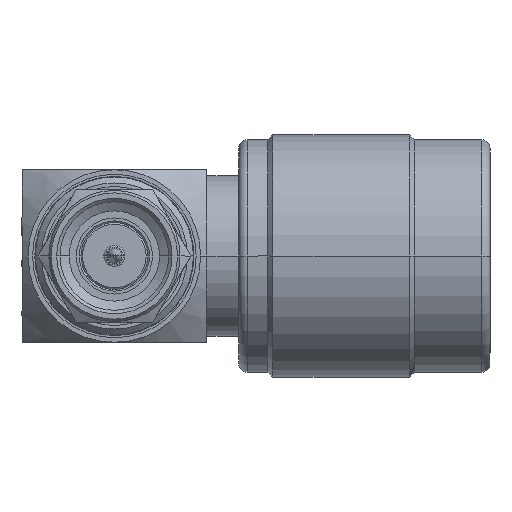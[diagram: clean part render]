
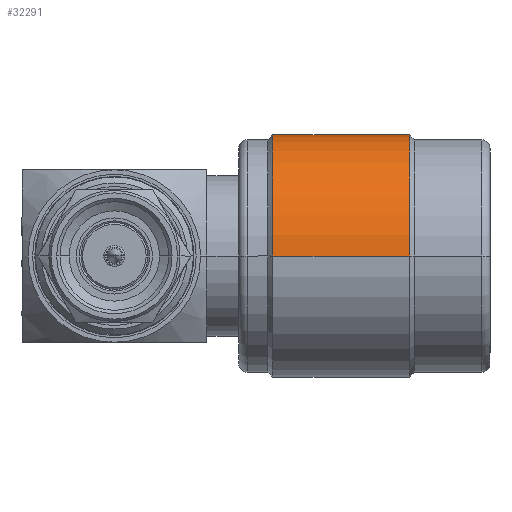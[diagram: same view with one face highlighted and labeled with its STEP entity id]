
A CAD part, left-side view. The second image highlights one B-rep face of the part: STEP entity #32291.
In plain terms, the highlighted cylindrical face has radius 7.252 mm (diameter 14.503 mm), a partial arc.
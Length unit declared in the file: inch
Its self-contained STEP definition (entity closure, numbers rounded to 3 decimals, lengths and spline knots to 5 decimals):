
#589 = AXIS2_PLACEMENT_3D ( 'NONE', #5889, #40542, #18561 ) ;
#1067 = ORIENTED_EDGE ( 'NONE', *, *, #32609, .T. ) ;
#3828 = CARTESIAN_POINT ( 'NONE',  ( 0., -0.2855, -0.924 ) ) ;
#5889 = CARTESIAN_POINT ( 'NONE',  ( 0., 0., -0.924 ) ) ;
#6259 = CIRCLE ( 'NONE', #29280, 0.2855 ) ;
#7125 = VERTEX_POINT ( 'NONE', #14231 ) ;
#8708 = LINE ( 'NONE', #3828, #35457 ) ;
#8759 = CARTESIAN_POINT ( 'NONE',  ( 0., 0., -0.3335 ) ) ;
#9193 = VERTEX_POINT ( 'NONE', #19662 ) ;
#11538 = EDGE_LOOP ( 'NONE', ( #1067, #54136, #34562, #41491 ) ) ;
#12094 = VERTEX_POINT ( 'NONE', #27609 ) ;
#13378 = DIRECTION ( 'NONE',  ( 0., 0., 1. ) ) ;
#14231 = CARTESIAN_POINT ( 'NONE',  ( 0., 0.2855, -0.0115 ) ) ;
#15111 = CARTESIAN_POINT ( 'NONE',  ( 0., -0.2855, -0.0115 ) ) ;
#17577 = VERTEX_POINT ( 'NONE', #15111 ) ;
#17818 = LINE ( 'NONE', #57155, #28917 ) ;
#18076 = CIRCLE ( 'NONE', #47668, 0.2855 ) ;
#18561 = DIRECTION ( 'NONE',  ( 0., 1., 0. ) ) ;
#18841 = FACE_OUTER_BOUND ( 'NONE', #11538, .T. ) ;
#19662 = CARTESIAN_POINT ( 'NONE',  ( 0., 0.2855, -0.3335 ) ) ;
#21636 = DIRECTION ( 'NONE',  ( 0., 0., -1. ) ) ;
#22378 = EDGE_CURVE ( 'NONE', #7125, #9193, #17818, .T. ) ;
#22909 = CYLINDRICAL_SURFACE ( 'NONE', #589, 0.2855 ) ;
#26659 = DIRECTION ( 'NONE',  ( 0., 1., 0. ) ) ;
#27609 = CARTESIAN_POINT ( 'NONE',  ( 0., -0.2855, -0.3335 ) ) ;
#28917 = VECTOR ( 'NONE', #47935, 39.37008 ) ;
#29280 = AXIS2_PLACEMENT_3D ( 'NONE', #8759, #13378, #26659 ) ;
#29465 = DIRECTION ( 'NONE',  ( 0., -1., 0. ) ) ;
#32291 = ADVANCED_FACE ( 'NONE', ( #18841 ), #22909, .T. ) ;
#32609 = EDGE_CURVE ( 'NONE', #7125, #17577, #18076, .T. ) ;
#34562 = ORIENTED_EDGE ( 'NONE', *, *, #50660, .T. ) ;
#35457 = VECTOR ( 'NONE', #39608, 39.37008 ) ;
#37833 = EDGE_CURVE ( 'NONE', #17577, #12094, #8708, .T. ) ;
#39608 = DIRECTION ( 'NONE',  ( 0., 0., -1. ) ) ;
#40542 = DIRECTION ( 'NONE',  ( 0., 0., -1. ) ) ;
#41491 = ORIENTED_EDGE ( 'NONE', *, *, #22378, .F. ) ;
#47668 = AXIS2_PLACEMENT_3D ( 'NONE', #56058, #21636, #29465 ) ;
#47935 = DIRECTION ( 'NONE',  ( 0., 0., -1. ) ) ;
#50660 = EDGE_CURVE ( 'NONE', #12094, #9193, #6259, .T. ) ;
#54136 = ORIENTED_EDGE ( 'NONE', *, *, #37833, .T. ) ;
#56058 = CARTESIAN_POINT ( 'NONE',  ( 0., 0., -0.0115 ) ) ;
#57155 = CARTESIAN_POINT ( 'NONE',  ( 0., 0.2855, -0.924 ) ) ;
